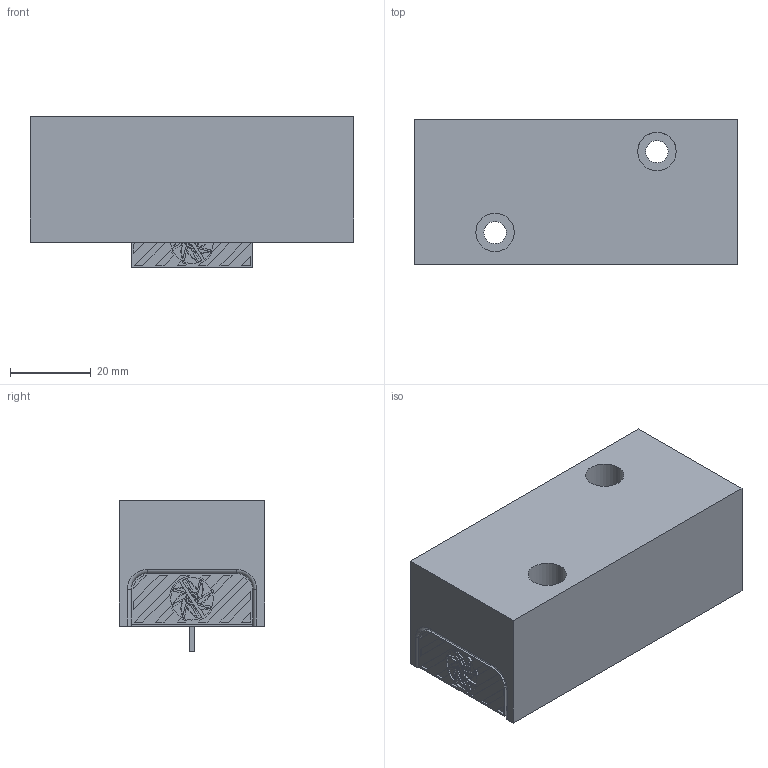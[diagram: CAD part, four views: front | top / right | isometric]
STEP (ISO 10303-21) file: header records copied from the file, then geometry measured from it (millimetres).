
FILE_DESCRIPTION( ( 'Unknown' ), '1' );
FILE_NAME( 'ALV-0620-57WH.stp', 'Unknown', ( 'S.C.H' ), ( 'Unknown' ), 'XStep 1.0', 'Unknown', ' ' );
FILE_SCHEMA( ( 'CONFIG_CONTROL_DESIGN' ) );
Length unit declared in the file: millimetre
Products named in the file (3): Assem1; 1; 2
Bounding box: 80 x 36 x 37.25 mm (x, y, z)
Surface area: 32544.9 mm2
Topology: 5 solids, 5 shells, 551 faces, 1381 edges, 922 vertices
Faces by surface type: plane 353, cylinder 186, torus 8, cone 4
Full cylindrical faces by diameter (mm): 5 x4, 5.5 x4, 9.5 x4
Entity records: 5861 total; most frequent: DIRECTION 1005, CARTESIAN_POINT 988, ORIENTED_EDGE 942, EDGE_CURVE 471, AXIS2_PLACEMENT_3D 337, LINE 331, VECTOR 331, VERTEX_POINT 320
